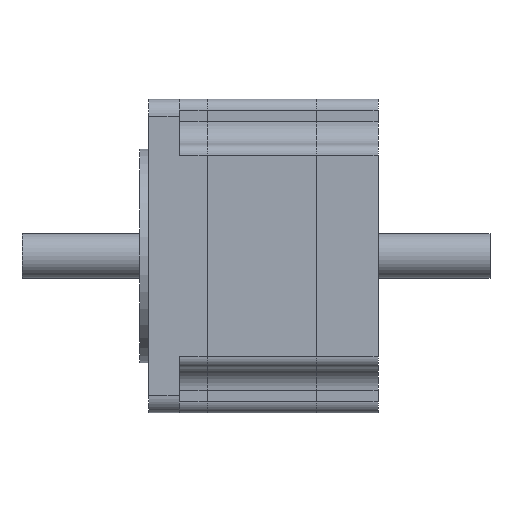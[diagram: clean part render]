
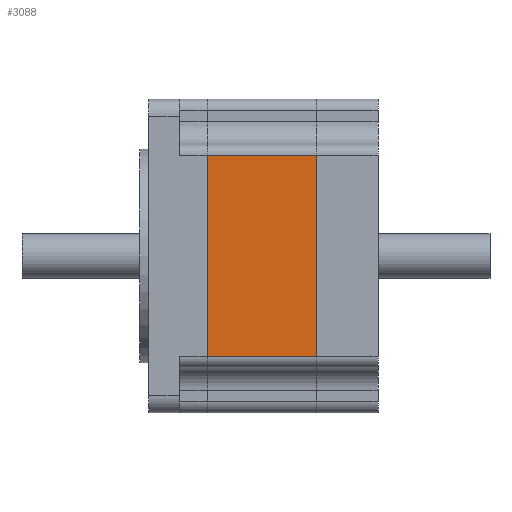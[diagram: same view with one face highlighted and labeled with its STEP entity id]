
A CAD part, left-side view. The second image highlights one B-rep face of the part: STEP entity #3088.
In plain terms, the highlighted planar face has unit normal (-1, 0, 0).
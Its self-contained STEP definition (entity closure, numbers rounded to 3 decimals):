
#11 = VECTOR ( 'NONE', #4255, 1000. ) ;
#309 = FACE_OUTER_BOUND ( 'NONE', #1446, .T. ) ;
#459 = LINE ( 'NONE', #3030, #4905 ) ;
#577 = ORIENTED_EDGE ( 'NONE', *, *, #5149, .F. ) ;
#621 = CARTESIAN_POINT ( 'NONE',  ( -48., 19.5, 10. ) ) ;
#1049 = DIRECTION ( 'NONE',  ( 0., 0., 1. ) ) ;
#1162 = CARTESIAN_POINT ( 'NONE',  ( -48., 19.5, 10. ) ) ;
#1446 = EDGE_LOOP ( 'NONE', ( #2624, #2223, #577, #2698 ) ) ;
#1596 = DIRECTION ( 'NONE',  ( 1., 0., 0. ) ) ;
#1608 = VERTEX_POINT ( 'NONE', #2040 ) ;
#1873 = LINE ( 'NONE', #621, #5004 ) ;
#1910 = LINE ( 'NONE', #1947, #3420 ) ;
#1947 = CARTESIAN_POINT ( 'NONE',  ( -48., 19.5, 10. ) ) ;
#1987 = CARTESIAN_POINT ( 'NONE',  ( -48., 0., 46. ) ) ;
#2040 = CARTESIAN_POINT ( 'NONE',  ( -48., 0., 10. ) ) ;
#2097 = PLANE ( 'NONE',  #4421 ) ;
#2108 = LINE ( 'NONE', #3883, #11 ) ;
#2223 = ORIENTED_EDGE ( 'NONE', *, *, #4279, .F. ) ;
#2528 = EDGE_CURVE ( 'NONE', #1608, #3341, #2108, .T. ) ;
#2624 = ORIENTED_EDGE ( 'NONE', *, *, #2528, .T. ) ;
#2698 = ORIENTED_EDGE ( 'NONE', *, *, #4048, .T. ) ;
#3030 = CARTESIAN_POINT ( 'NONE',  ( -48., 19.5, 46. ) ) ;
#3088 = ADVANCED_FACE ( 'NONE', ( #309 ), #2097, .F. ) ;
#3341 = VERTEX_POINT ( 'NONE', #1987 ) ;
#3420 = VECTOR ( 'NONE', #4985, 1000. ) ;
#3714 = VERTEX_POINT ( 'NONE', #4557 ) ;
#3826 = CARTESIAN_POINT ( 'NONE',  ( -48., 19.5, 10. ) ) ;
#3883 = CARTESIAN_POINT ( 'NONE',  ( -48., 0., 10. ) ) ;
#3935 = DIRECTION ( 'NONE',  ( 0., -1., 0. ) ) ;
#4048 = EDGE_CURVE ( 'NONE', #5549, #1608, #1910, .T. ) ;
#4255 = DIRECTION ( 'NONE',  ( 0., 0., 1. ) ) ;
#4279 = EDGE_CURVE ( 'NONE', #3714, #3341, #459, .T. ) ;
#4421 = AXIS2_PLACEMENT_3D ( 'NONE', #1162, #1596, #5117 ) ;
#4557 = CARTESIAN_POINT ( 'NONE',  ( -48., 19.5, 46. ) ) ;
#4905 = VECTOR ( 'NONE', #3935, 1000. ) ;
#4985 = DIRECTION ( 'NONE',  ( 0., -1., 0. ) ) ;
#5004 = VECTOR ( 'NONE', #1049, 1000. ) ;
#5117 = DIRECTION ( 'NONE',  ( 0., 0., -1. ) ) ;
#5149 = EDGE_CURVE ( 'NONE', #5549, #3714, #1873, .T. ) ;
#5549 = VERTEX_POINT ( 'NONE', #3826 ) ;
